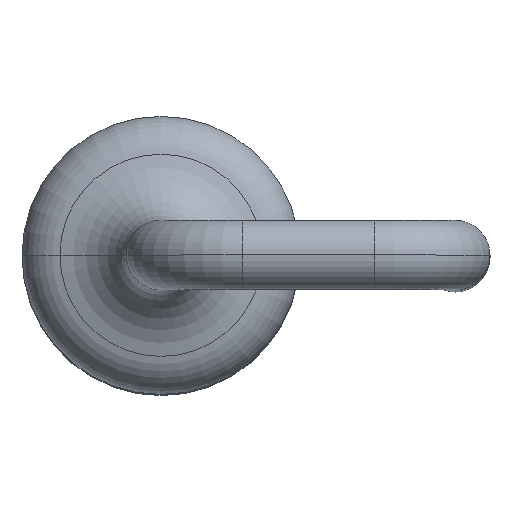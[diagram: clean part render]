
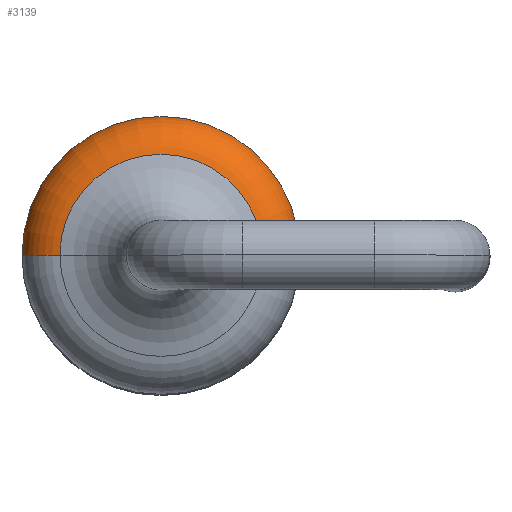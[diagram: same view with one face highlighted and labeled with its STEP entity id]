
A CAD part, top view. The second image highlights one B-rep face of the part: STEP entity #3139.
In plain terms, the highlighted toroidal (fillet/blend) face has major radius 0.8 mm and minor radius 0.4 mm.
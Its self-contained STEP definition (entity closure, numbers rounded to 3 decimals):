
#149 = DIRECTION ( 'NONE',  ( 0., 0., -1. ) ) ;
#173 = EDGE_LOOP ( 'NONE', ( #400, #1426, #2295, #502 ) ) ;
#198 = FACE_OUTER_BOUND ( 'NONE', #173, .T. ) ;
#312 = CARTESIAN_POINT ( 'NONE',  ( 0.873, 0., 7.593 ) ) ;
#395 = DIRECTION ( 'NONE',  ( -1., 0., 0. ) ) ;
#400 = ORIENTED_EDGE ( 'NONE', *, *, #1699, .T. ) ;
#502 = ORIENTED_EDGE ( 'NONE', *, *, #2358, .F. ) ;
#630 = VERTEX_POINT ( 'NONE', #312 ) ;
#686 = DIRECTION ( 'NONE',  ( 0., 0., -1. ) ) ;
#696 = VERTEX_POINT ( 'NONE', #2825 ) ;
#820 = EDGE_CURVE ( 'NONE', #696, #1266, #2781, .T. ) ;
#877 = AXIS2_PLACEMENT_3D ( 'NONE', #1869, #2374, #395 ) ;
#896 = AXIS2_PLACEMENT_3D ( 'NONE', #899, #1689, #2674 ) ;
#899 = CARTESIAN_POINT ( 'NONE',  ( -0.8, 0., 7.2 ) ) ;
#1093 = AXIS2_PLACEMENT_3D ( 'NONE', #1727, #686, #2731 ) ;
#1107 = DIRECTION ( 'NONE',  ( -1., 0., 0. ) ) ;
#1266 = VERTEX_POINT ( 'NONE', #2434 ) ;
#1422 = CIRCLE ( 'NONE', #3117, 0.4 ) ;
#1426 = ORIENTED_EDGE ( 'NONE', *, *, #2490, .T. ) ;
#1472 = TOROIDAL_SURFACE ( 'NONE', #1093, 0.8, 0.4 ) ;
#1689 = DIRECTION ( 'NONE',  ( 0., -1., 0. ) ) ;
#1699 = EDGE_CURVE ( 'NONE', #2810, #630, #2298, .T. ) ;
#1727 = CARTESIAN_POINT ( 'NONE',  ( 0., 0., 7.2 ) ) ;
#1869 = CARTESIAN_POINT ( 'NONE',  ( 0., 0., 7.593 ) ) ;
#2117 = DIRECTION ( 'NONE',  ( -1., 0., 0. ) ) ;
#2219 = CIRCLE ( 'NONE', #896, 0.4 ) ;
#2295 = ORIENTED_EDGE ( 'NONE', *, *, #820, .F. ) ;
#2298 = CIRCLE ( 'NONE', #877, 0.873 ) ;
#2358 = EDGE_CURVE ( 'NONE', #2810, #696, #2219, .T. ) ;
#2374 = DIRECTION ( 'NONE',  ( 0., 0., -1. ) ) ;
#2388 = CARTESIAN_POINT ( 'NONE',  ( 0.8, 0., 7.2 ) ) ;
#2416 = AXIS2_PLACEMENT_3D ( 'NONE', #3150, #149, #1107 ) ;
#2434 = CARTESIAN_POINT ( 'NONE',  ( 1.2, 0., 7.2 ) ) ;
#2490 = EDGE_CURVE ( 'NONE', #630, #1266, #1422, .T. ) ;
#2594 = DIRECTION ( 'NONE',  ( 0., 1., 0. ) ) ;
#2674 = DIRECTION ( 'NONE',  ( 0., 0., -1. ) ) ;
#2702 = CARTESIAN_POINT ( 'NONE',  ( -0.873, 0., 7.593 ) ) ;
#2731 = DIRECTION ( 'NONE',  ( -1., 0., 0. ) ) ;
#2781 = CIRCLE ( 'NONE', #2416, 1.2 ) ;
#2810 = VERTEX_POINT ( 'NONE', #2702 ) ;
#2825 = CARTESIAN_POINT ( 'NONE',  ( -1.2, 0., 7.2 ) ) ;
#3117 = AXIS2_PLACEMENT_3D ( 'NONE', #2388, #2594, #2117 ) ;
#3139 = ADVANCED_FACE ( 'NONE', ( #198 ), #1472, .T. ) ;
#3150 = CARTESIAN_POINT ( 'NONE',  ( 0., 0., 7.2 ) ) ;
